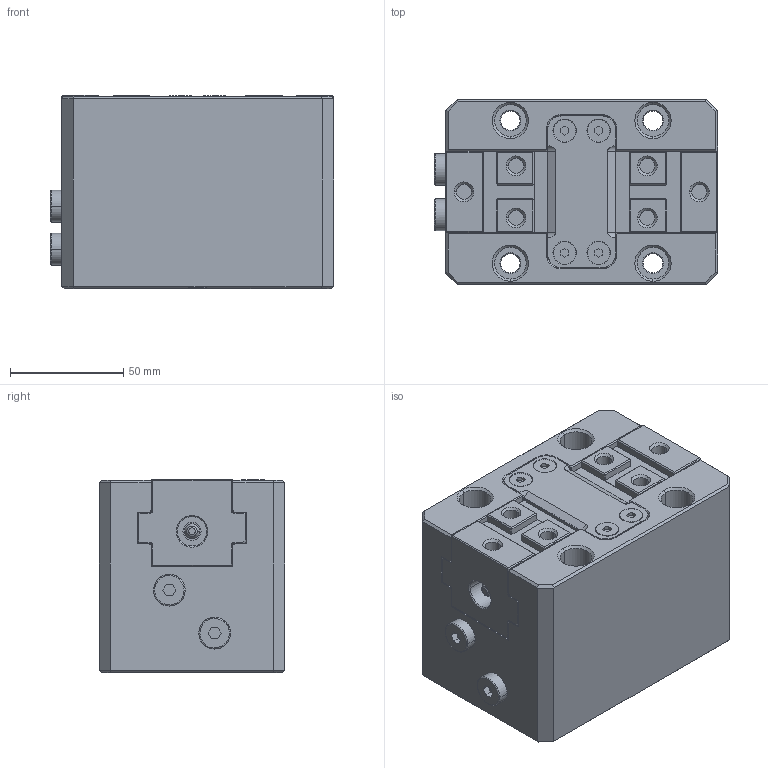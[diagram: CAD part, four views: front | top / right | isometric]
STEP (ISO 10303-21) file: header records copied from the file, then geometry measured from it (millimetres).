
FILE_DESCRIPTION(/* description */ (''),/* implementation_level */ '2;1');
FILE_NAME(/* name */ '',/* time_stamp */ '2024-01-08T16:10:21+08:00',/* author */ (''),/* organization */ (''),/* preprocessor_version */ 'ST-DEVELOPER v11',/* originating_system */ 'SIEMENS PLM Software NX 7.0',/* authorisation */ '');
FILE_SCHEMA (('CONFIG_CONTROL_DESIGN'));
Length unit declared in the file: millimetre
Products named in the file (1): Admi9F10tmod
Bounding box: 125 x 82 x 85.5 mm (x, y, z)
Volume: 737720.8 mm3; surface area: 167167.5 mm2
Topology: 29 solids, 29 shells, 1318 faces, 3262 edges, 2077 vertices
Faces by surface type: plane 777, cylinder 285, cone 132, torus 70, bspline 54
Full cylindrical faces by diameter (mm): 1.5 x4, 4.2 x2, 5 x8, 5.3 x3, 6.7 x1, 7 x1, 8 x3, 9 x1, 10 x4
Entity records: 39710 total; most frequent: CARTESIAN_POINT 8873, ORIENTED_EDGE 6344, DIRECTION 6155, EDGE_CURVE 3172, LINE 2109, VECTOR 2109, VERTEX_POINT 2068, AXIS2_PLACEMENT_3D 2023
